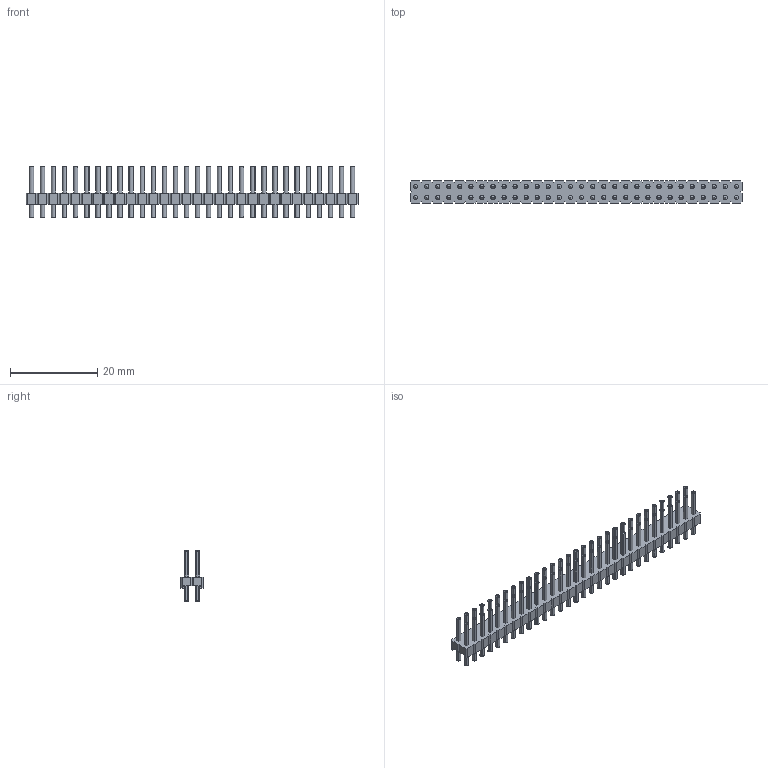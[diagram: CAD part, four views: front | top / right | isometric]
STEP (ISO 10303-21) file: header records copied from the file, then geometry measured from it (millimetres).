
FILE_DESCRIPTION(/* description */ ('-'),/* implementation_level */ '2;1');
FILE_NAME(/* name */ 'Stiftleiste, RM 2,54 mm - 6-3 mm, gerade - 2 x 30 - schwarz',/* time_stamp */ '2022-04-18T17:25:54+02:00',/* author */ ('c.wilms'),/* organization */ ('-'),/* preprocessor_version */ 'ST-DEVELOPER v16.7',/* originating_system */ 'Solid Edge',/* authorisation */ 'Unknown');
FILE_SCHEMA (('AUTOMOTIVE_DESIGN {1 0 10303 214 3 1 1}'));
Length unit declared in the file: millimetre
Products named in the file (3): Stiftleiste, RM 2,54 mm - 6-3 mm, gerade - 2 x 30 - schwarz; Stiftleiste, RM 2,54 mm - Stift -  6-3 mm, gerade; Stiftleiste, RM 2,54 mm - Träger - 2 x 30 - schwarz
Assembly tree (61 placements, depth 2):
  Stiftleiste, RM 2,54 mm - 6-3 mm, gerade - 2 x 30 - schwarz
    Stiftleiste, RM 2,54 mm - Stift -  6-3 mm, gerade  x60
    Stiftleiste, RM 2,54 mm - Träger - 2 x 30 - schwarz
Bounding box: 76.2 x 5.08 x 11.54 mm (x, y, z)
Volume: 1047.6 mm3; surface area: 5421.5 mm2
Topology: 61 solids, 121 shells, 1814 faces, 5076 edges, 3384 vertices
Faces by surface type: plane 1274, cylinder 540
Full cylindrical faces by diameter (mm): 1 x60
Entity records: 24072 total; most frequent: CARTESIAN_POINT 4199, ORIENTED_EDGE 4130, DIRECTION 4074, EDGE_CURVE 2066, LINE 1568, VECTOR 1568, VERTEX_POINT 1378, AXIS2_PLACEMENT_3D 1253
